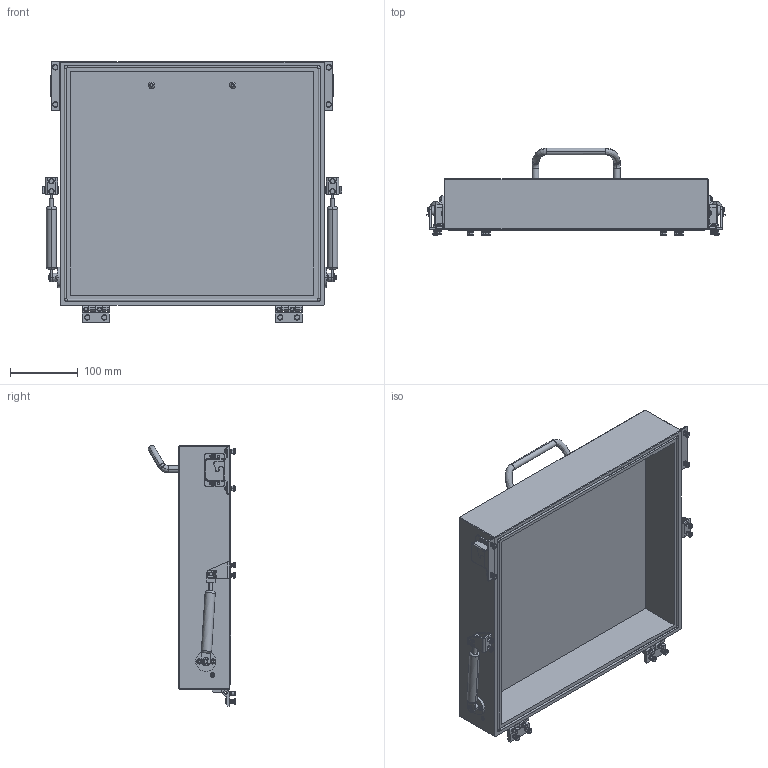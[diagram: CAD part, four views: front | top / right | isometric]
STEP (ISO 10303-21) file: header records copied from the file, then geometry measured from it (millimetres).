
FILE_DESCRIPTION (( 'STEP AP203' ), '1' );
FILE_NAME ('INGUN_15534.STEP', '2023-07-19T13:03:21', ( '' ), ( '' ), 'SwSTEP 2.0', 'SolidWorks 2021', '' );
FILE_SCHEMA (( 'CONFIG_CONTROL_DESIGN' ));
Length unit declared in the file: millimetre
Products named in the file (34): DIN125~n_04,3 M04,0; 2348_1~0; 2497-1~0; DIN_6799_-_A2~n_d 5; Gewindebuchse~n_M04-07,5 geschlossen; 17281~0_S; ISO7380~n_M04,0x008; 5107~1_VKH-15534<Standard>; 15537-2~0; 2348_2~0; DIN923~n_M04x04; DIN7991~n_M04,0x010; 17984_1~2_bearbeitet<Standard>; 15537-1~0; DIN912~n_M04,0x008; 2497-2~0; 16548~0_flexiebel<Standard>; 15536~0; ASR~asr_拱06,2x04x拌12; 8577~1; 2348~1_ Verschluss rechts ohne Bolzen<Standard>; 2348_3~0; ISO7380~n_M05,0x020; 35805~0_S; 15311~10; 17053~3; 17984_1~2_ADPbefestigung<Standard>; ISO7380~n_M03,0x010; INGUN_15534; ISO7380~n_M04,0x010; DIN125~n_03,2 M03,0; 2348~1_ Verschluss links ohne Bolzen<Standard>; 17984~4_090ø<Standard>
Assembly tree (83 placements, depth 3):
  INGUN_15534
    15311~10
    16548~0_flexiebel<Standard>
      2497-1~0
      2497-2~0
    2348~1_ Verschluss links ohne Bolzen<Standard>
      2348_3~0
      2348_1~0
    17053~3  x2
    ASR~asr_拱06,2x04x拌12  x4
    8577~1
    17984~4_090ø<Standard>  x2
      17984_1~2_ADPbefestigung<Standard>
      17984_1~2_bearbeitet<Standard>
    5107~1_VKH-15534<Standard>
    15536~0  x2
      15537-1~0
      15537-2~0
    DIN923~n_M04x04  x4
    17281~0_S  x4
    16548~0_flexiebel<Standard>
      2497-1~0
      2497-2~0
    2348~1_ Verschluss rechts ohne Bolzen<Standard>
      2348_3~0
      2348_2~0
    Gewindebuchse~n_M04-07,5 geschlossen  x12
    35805~0_S  x2
    ISO7380~n_M04,0x008  x4
    DIN125~n_04,3 M04,0  x4
    DIN7991~n_M04,0x010  x4
    DIN_6799_-_A2~n_d 5  x2
    ISO7380~n_M04,0x010  x4
    ISO7380~n_M05,0x020  x2
    DIN912~n_M04,0x008  x4
    ISO7380~n_M03,0x010  x4
    DIN125~n_03,2 M03,0  x4
Bounding box: 442.1 x 129.1 x 385.5 mm (x, y, z)
Volume: 3541271.9 mm3; surface area: 574871.6 mm2
Topology: 89 solids, 89 shells, 3544 faces, 8423 edges, 5446 vertices
Faces by surface type: plane 2110, cylinder 1006, cone 224, torus 142, bspline 62
Entity records: 40345 total; most frequent: CARTESIAN_POINT 8404, DIRECTION 6038, ORIENTED_EDGE 5408, EDGE_CURVE 2704, AXIS2_PLACEMENT_3D 2334, VERTEX_POINT 1738, LINE 1370, VECTOR 1370
